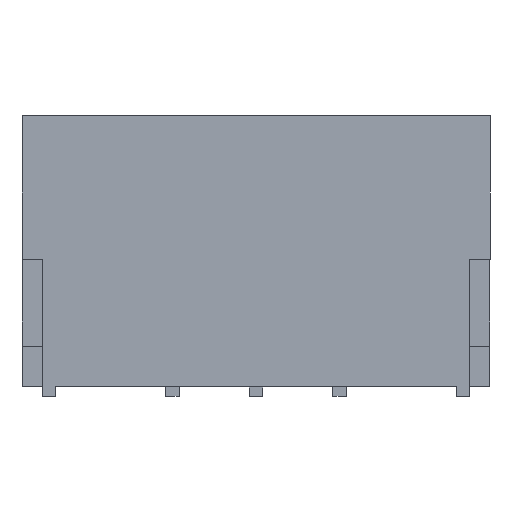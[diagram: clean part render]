
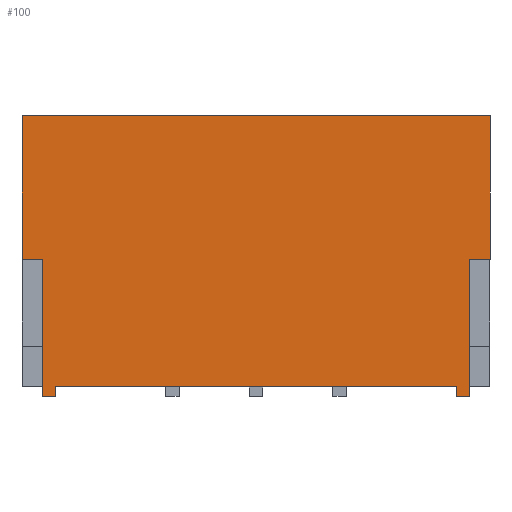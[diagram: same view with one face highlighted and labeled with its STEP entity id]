
A CAD part, front view. The second image highlights one B-rep face of the part: STEP entity #100.
In plain terms, the highlighted planar face has unit normal (0, -1, 0).
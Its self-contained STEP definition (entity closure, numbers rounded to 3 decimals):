
#37 = EDGE_LOOP ( 'NONE', ( #2723, #1244, #1647, #2281, #1689, #3034, #1828, #1500, #2743, #2060, #895, #3428 ) ) ;
#100 = ADVANCED_FACE ( 'NONE', ( #1187 ), #580, .F. ) ;
#103 = LINE ( 'NONE', #1135, #817 ) ;
#142 = CARTESIAN_POINT ( 'NONE',  ( -3.5, -1.1, 2.05 ) ) ;
#169 = DIRECTION ( 'NONE',  ( -1., 0., 0. ) ) ;
#172 = DIRECTION ( 'NONE',  ( 1., 0., 0. ) ) ;
#199 = CARTESIAN_POINT ( 'NONE',  ( 3., -1.1, 0.15 ) ) ;
#203 = DIRECTION ( 'NONE',  ( -1., 0., 0. ) ) ;
#239 = VECTOR ( 'NONE', #169, 1000. ) ;
#307 = DIRECTION ( 'NONE',  ( 0., 0., -1. ) ) ;
#326 = VERTEX_POINT ( 'NONE', #3371 ) ;
#452 = DIRECTION ( 'NONE',  ( 0., 1., 0. ) ) ;
#537 = VECTOR ( 'NONE', #3456, 1000. ) ;
#580 = PLANE ( 'NONE',  #1137 ) ;
#700 = VERTEX_POINT ( 'NONE', #1131 ) ;
#711 = EDGE_CURVE ( 'NONE', #2686, #2883, #1537, .T. ) ;
#717 = CARTESIAN_POINT ( 'NONE',  ( 3.5, -1.1, 2.05 ) ) ;
#731 = EDGE_CURVE ( 'NONE', #2936, #1900, #2599, .T. ) ;
#743 = CARTESIAN_POINT ( 'NONE',  ( 3.2, -1.1, 0. ) ) ;
#817 = VECTOR ( 'NONE', #172, 1000. ) ;
#830 = CARTESIAN_POINT ( 'NONE',  ( 3.2, -1.1, 4.2 ) ) ;
#895 = ORIENTED_EDGE ( 'NONE', *, *, #711, .F. ) ;
#903 = CARTESIAN_POINT ( 'NONE',  ( -3., -1.1, 0.15 ) ) ;
#929 = EDGE_CURVE ( 'NONE', #1639, #1900, #1066, .T. ) ;
#985 = DIRECTION ( 'NONE',  ( -1., 0., 0. ) ) ;
#997 = CARTESIAN_POINT ( 'NONE',  ( -3.5, -1.1, 2.05 ) ) ;
#998 = CARTESIAN_POINT ( 'NONE',  ( -3.5, -1.1, 4.2 ) ) ;
#1025 = VECTOR ( 'NONE', #2477, 1000. ) ;
#1066 = LINE ( 'NONE', #830, #3225 ) ;
#1131 = CARTESIAN_POINT ( 'NONE',  ( -3., -1.1, 0. ) ) ;
#1135 = CARTESIAN_POINT ( 'NONE',  ( -3.5, -1.1, 4.2 ) ) ;
#1137 = AXIS2_PLACEMENT_3D ( 'NONE', #2711, #452, #1657 ) ;
#1187 = FACE_OUTER_BOUND ( 'NONE', #37, .T. ) ;
#1188 = CARTESIAN_POINT ( 'NONE',  ( -3.2, -1.1, 0. ) ) ;
#1198 = EDGE_CURVE ( 'NONE', #3254, #1639, #1406, .T. ) ;
#1216 = EDGE_CURVE ( 'NONE', #326, #2686, #2513, .T. ) ;
#1236 = EDGE_CURVE ( 'NONE', #3218, #326, #1915, .T. ) ;
#1244 = ORIENTED_EDGE ( 'NONE', *, *, #2140, .F. ) ;
#1293 = DIRECTION ( 'NONE',  ( -1., 0., 0. ) ) ;
#1406 = LINE ( 'NONE', #142, #1701 ) ;
#1481 = CARTESIAN_POINT ( 'NONE',  ( 3.2, -1.1, 2.05 ) ) ;
#1500 = ORIENTED_EDGE ( 'NONE', *, *, #1198, .F. ) ;
#1537 = LINE ( 'NONE', #3470, #1025 ) ;
#1601 = VECTOR ( 'NONE', #985, 1000. ) ;
#1612 = EDGE_CURVE ( 'NONE', #2883, #2930, #103, .T. ) ;
#1639 = VERTEX_POINT ( 'NONE', #1481 ) ;
#1647 = ORIENTED_EDGE ( 'NONE', *, *, #2032, .F. ) ;
#1657 = DIRECTION ( 'NONE',  ( 0., 0., -1. ) ) ;
#1678 = CARTESIAN_POINT ( 'NONE',  ( -3.2, -1.1, 0. ) ) ;
#1689 = ORIENTED_EDGE ( 'NONE', *, *, #3288, .F. ) ;
#1695 = VECTOR ( 'NONE', #307, 1000. ) ;
#1701 = VECTOR ( 'NONE', #203, 1000. ) ;
#1738 = CARTESIAN_POINT ( 'NONE',  ( 3., -1.1, 0.75 ) ) ;
#1768 = VERTEX_POINT ( 'NONE', #903 ) ;
#1828 = ORIENTED_EDGE ( 'NONE', *, *, #929, .F. ) ;
#1900 = VERTEX_POINT ( 'NONE', #2190 ) ;
#1915 = LINE ( 'NONE', #3397, #537 ) ;
#2032 = EDGE_CURVE ( 'NONE', #1768, #700, #3043, .T. ) ;
#2055 = LINE ( 'NONE', #1188, #239 ) ;
#2060 = ORIENTED_EDGE ( 'NONE', *, *, #1612, .F. ) ;
#2133 = CARTESIAN_POINT ( 'NONE',  ( -3., -1.1, 0.75 ) ) ;
#2140 = EDGE_CURVE ( 'NONE', #700, #3218, #2055, .T. ) ;
#2190 = CARTESIAN_POINT ( 'NONE',  ( 3.2, -1.1, 0. ) ) ;
#2280 = VECTOR ( 'NONE', #2478, 1000. ) ;
#2281 = ORIENTED_EDGE ( 'NONE', *, *, #2419, .F. ) ;
#2304 = LINE ( 'NONE', #2848, #2358 ) ;
#2358 = VECTOR ( 'NONE', #2791, 1000. ) ;
#2419 = EDGE_CURVE ( 'NONE', #2716, #1768, #2618, .T. ) ;
#2477 = DIRECTION ( 'NONE',  ( 0., 0., 1. ) ) ;
#2478 = DIRECTION ( 'NONE',  ( 1., 0., 0. ) ) ;
#2513 = LINE ( 'NONE', #997, #3258 ) ;
#2599 = LINE ( 'NONE', #743, #2280 ) ;
#2618 = LINE ( 'NONE', #3443, #1601 ) ;
#2686 = VERTEX_POINT ( 'NONE', #3206 ) ;
#2711 = CARTESIAN_POINT ( 'NONE',  ( -3.5, -1.1, 4.2 ) ) ;
#2716 = VERTEX_POINT ( 'NONE', #199 ) ;
#2723 = ORIENTED_EDGE ( 'NONE', *, *, #1236, .F. ) ;
#2725 = CARTESIAN_POINT ( 'NONE',  ( 3., -1.1, 0. ) ) ;
#2737 = LINE ( 'NONE', #1738, #3489 ) ;
#2743 = ORIENTED_EDGE ( 'NONE', *, *, #2813, .F. ) ;
#2791 = DIRECTION ( 'NONE',  ( 0., 0., -1. ) ) ;
#2813 = EDGE_CURVE ( 'NONE', #2930, #3254, #2304, .T. ) ;
#2848 = CARTESIAN_POINT ( 'NONE',  ( 3.5, -1.1, 4.2 ) ) ;
#2883 = VERTEX_POINT ( 'NONE', #998 ) ;
#2930 = VERTEX_POINT ( 'NONE', #3312 ) ;
#2936 = VERTEX_POINT ( 'NONE', #2725 ) ;
#3034 = ORIENTED_EDGE ( 'NONE', *, *, #731, .T. ) ;
#3043 = LINE ( 'NONE', #2133, #1695 ) ;
#3054 = DIRECTION ( 'NONE',  ( 0., 0., 1. ) ) ;
#3206 = CARTESIAN_POINT ( 'NONE',  ( -3.5, -1.1, 2.05 ) ) ;
#3218 = VERTEX_POINT ( 'NONE', #1678 ) ;
#3224 = DIRECTION ( 'NONE',  ( 0., 0., -1. ) ) ;
#3225 = VECTOR ( 'NONE', #3224, 1000. ) ;
#3254 = VERTEX_POINT ( 'NONE', #717 ) ;
#3258 = VECTOR ( 'NONE', #1293, 1000. ) ;
#3288 = EDGE_CURVE ( 'NONE', #2936, #2716, #2737, .T. ) ;
#3312 = CARTESIAN_POINT ( 'NONE',  ( 3.5, -1.1, 4.2 ) ) ;
#3371 = CARTESIAN_POINT ( 'NONE',  ( -3.2, -1.1, 2.05 ) ) ;
#3397 = CARTESIAN_POINT ( 'NONE',  ( -3.2, -1.1, 4.2 ) ) ;
#3428 = ORIENTED_EDGE ( 'NONE', *, *, #1216, .F. ) ;
#3443 = CARTESIAN_POINT ( 'NONE',  ( -3.5, -1.1, 0.15 ) ) ;
#3456 = DIRECTION ( 'NONE',  ( 0., 0., 1. ) ) ;
#3470 = CARTESIAN_POINT ( 'NONE',  ( -3.5, -1.1, 4.2 ) ) ;
#3489 = VECTOR ( 'NONE', #3054, 1000. ) ;
